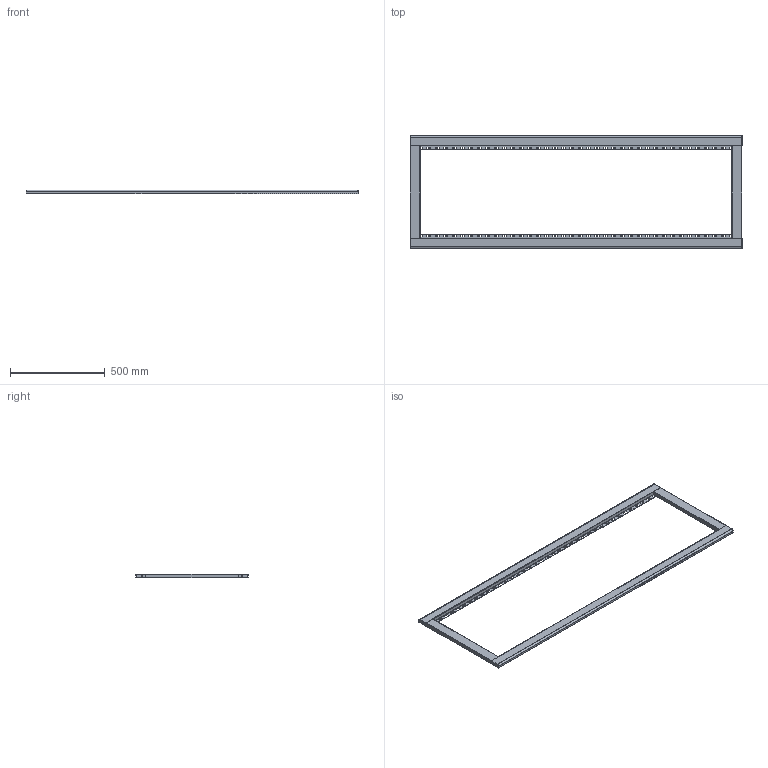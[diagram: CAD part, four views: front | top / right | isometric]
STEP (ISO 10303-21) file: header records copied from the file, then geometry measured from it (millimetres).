
FILE_DESCRIPTION (( 'STEP AP203' ), '1' );
FILE_NAME ('R5CRK1860.step', '2011-03-28T08:37:44', ( 'User' ), ( 'DKC' ), 'SwSTEP 2.0', 'SolidWorks 2011', '' );
FILE_SCHEMA (( 'CONFIG_CONTROL_DESIGN' ));
Length unit declared in the file: millimetre
Products named in the file (3): Fascia verticale cornice rack 19鋳 HE_1800; Fascia sup. e inf. cornice rack 19鋳_1400-1800-2200; R5CRK1860
Assembly tree (4 placements, depth 2):
  R5CRK1860
    Fascia verticale cornice rack 19鋳 HE_1800  x2
    Fascia sup. e inf. cornice rack 19鋳_1400-1800-2200  x2
Bounding box: 1755 x 597 x 21 mm (x, y, z)
Volume: 670327.9 mm3; surface area: 916858.9 mm2
Topology: 4 solids, 4 shells, 748 faces, 2112 edges, 1372 vertices
Faces by surface type: plane 704, cylinder 36, bspline 8
Entity records: 12621 total; most frequent: CARTESIAN_POINT 2313, ORIENTED_EDGE 2112, DIRECTION 1826, EDGE_CURVE 1056, LINE 1012, VECTOR 1012, VERTEX_POINT 686, EDGE_LOOP 526
